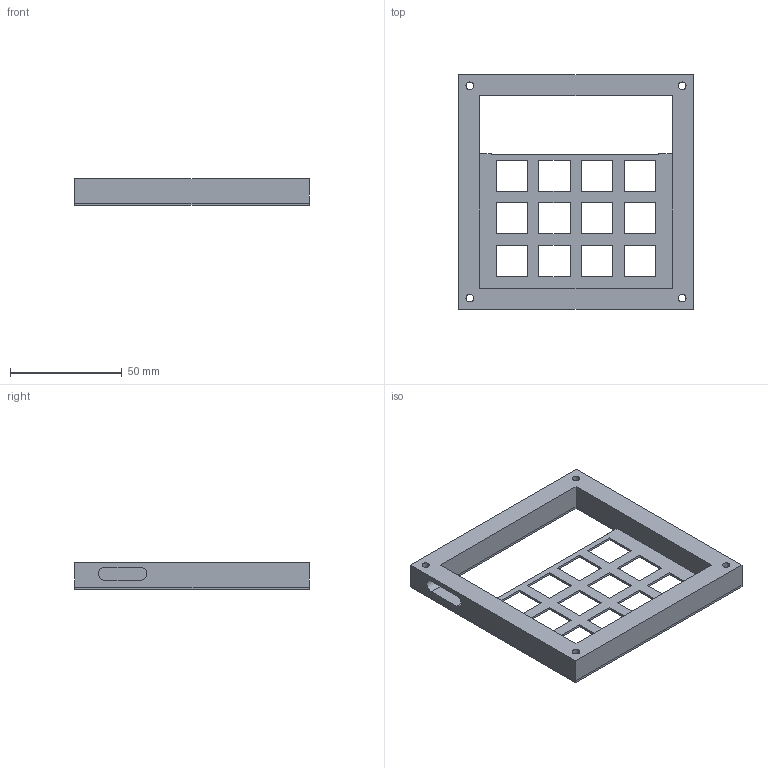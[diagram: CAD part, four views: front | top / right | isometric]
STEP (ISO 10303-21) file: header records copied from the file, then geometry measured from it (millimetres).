
FILE_DESCRIPTION(/* description */ (''),/* implementation_level */ '2;1');
FILE_NAME(/* name */ 'Spacepad Front v2.step',/* time_stamp */ '2025-02-21T03:09:35-05:00',/* author */ (''),/* organization */ (''),/* preprocessor_version */ 'ST-DEVELOPER v20',/* originating_system */ 'Autodesk Translation Framework v13.20.0.188',/* authorisation */ '');
FILE_SCHEMA (('AUTOMOTIVE_DESIGN { 1 0 10303 214 3 1 1 }'));
Length unit declared in the file: millimetre
Products named in the file (1): front
Bounding box: 104.95 x 104.95 x 12 mm (x, y, z)
Volume: 44773.3 mm3; surface area: 30412 mm2
Topology: 2 solids, 2 shells, 86 faces, 246 edges, 164 vertices
Faces by surface type: plane 76, cylinder 10
Full cylindrical faces by diameter (mm): 3.4 x8
Entity records: 2894 total; most frequent: CARTESIAN_POINT 497, ORIENTED_EDGE 492, DIRECTION 440, EDGE_CURVE 246, LINE 226, VECTOR 226, VERTEX_POINT 164, EDGE_LOOP 132
